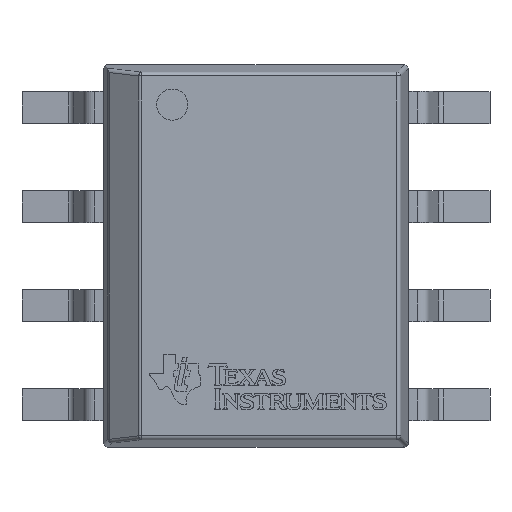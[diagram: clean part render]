
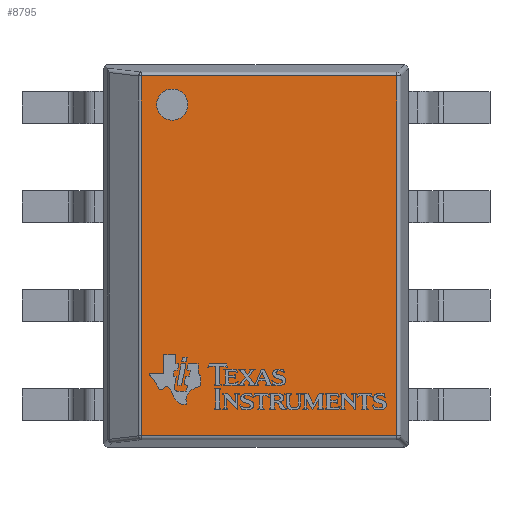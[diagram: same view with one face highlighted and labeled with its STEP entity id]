
A CAD part, top view. The second image highlights one B-rep face of the part: STEP entity #8795.
In plain terms, the highlighted planar face has unit normal (0, 0, 1).
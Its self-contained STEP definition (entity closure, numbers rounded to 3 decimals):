
#622=PLANE('',#9505);
#998=FACE_OUTER_BOUND('',#1495,.T.);
#1495=EDGE_LOOP('',(#6222,#6223,#6224,#6225));
#1973=LINE('',#11713,#2903);
#1993=LINE('',#11792,#2923);
#1995=LINE('',#11795,#2925);
#1999=LINE('',#11801,#2929);
#2903=VECTOR('',#9938,10.);
#2923=VECTOR('',#10030,10.);
#2925=VECTOR('',#10034,10.);
#2929=VECTOR('',#10042,10.);
#3860=VERTEX_POINT('',#11641);
#3886=VERTEX_POINT('',#11703);
#3889=VERTEX_POINT('',#11716);
#3898=VERTEX_POINT('',#11749);
#4774=EDGE_CURVE('',#3860,#3886,#1973,.T.);
#4815=EDGE_CURVE('',#3886,#3898,#1993,.T.);
#4817=EDGE_CURVE('',#3898,#3889,#1995,.T.);
#4821=EDGE_CURVE('',#3889,#3860,#1999,.T.);
#6222=ORIENTED_EDGE('',*,*,#4774,.F.);
#6223=ORIENTED_EDGE('',*,*,#4821,.F.);
#6224=ORIENTED_EDGE('',*,*,#4817,.F.);
#6225=ORIENTED_EDGE('',*,*,#4815,.F.);
#8795=ADVANCED_FACE('',(#998),#622,.T.);
#9505=AXIS2_PLACEMENT_3D('',#11824,#10071,#10072);
#9938=DIRECTION('',(0.,1.,0.));
#10030=DIRECTION('',(1.,0.,0.));
#10034=DIRECTION('',(0.,-1.,0.));
#10042=DIRECTION('',(-1.,0.,0.));
#10071=DIRECTION('center_axis',(0.,0.,1.));
#10072=DIRECTION('ref_axis',(1.,0.,0.));
#11641=CARTESIAN_POINT('',(-2.307,-1.474,1.5));
#11703=CARTESIAN_POINT('',(-2.307,1.807,1.5));
#11713=CARTESIAN_POINT('',(-2.307,0.488,1.5));
#11716=CARTESIAN_POINT('',(2.307,-1.474,1.5));
#11749=CARTESIAN_POINT('',(2.307,1.807,1.5));
#11792=CARTESIAN_POINT('',(0.613,1.807,1.5));
#11795=CARTESIAN_POINT('',(2.307,-0.488,1.5));
#11801=CARTESIAN_POINT('',(-0.306,-1.474,1.5));
#11824=CARTESIAN_POINT('Origin',(0.,0.,1.5));
